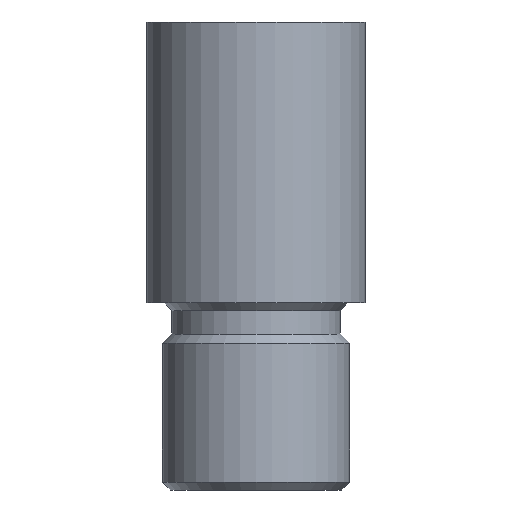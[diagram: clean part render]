
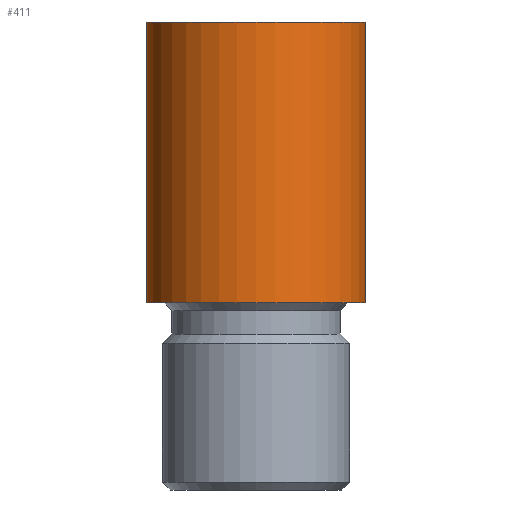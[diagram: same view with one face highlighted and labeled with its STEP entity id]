
A CAD part, front view. The second image highlights one B-rep face of the part: STEP entity #411.
In plain terms, the highlighted cylindrical face has radius 7 mm (diameter 14 mm), a full revolution.
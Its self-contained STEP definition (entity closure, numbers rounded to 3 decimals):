
#33 = CARTESIAN_POINT ( 'NONE',  ( 0.52, 6.982, 2.064 ) ) ;
#40 = CARTESIAN_POINT ( 'NONE',  ( 1.987, 6.712, 4.263 ) ) ;
#51 = CARTESIAN_POINT ( 'NONE',  ( -0.261, 7., 6. ) ) ;
#62 = CARTESIAN_POINT ( 'NONE',  ( -2., 6.708, 4.133 ) ) ;
#70 = CARTESIAN_POINT ( 'NONE',  ( -0.264, 6.996, 2.013 ) ) ;
#76 = VERTEX_POINT ( 'NONE', #1651 ) ;
#105 = DIRECTION ( 'NONE',  ( 0., 0., 1. ) ) ;
#152 = ORIENTED_EDGE ( 'NONE', *, *, #1207, .F. ) ;
#181 = DIRECTION ( 'NONE',  ( 0., 0., 1. ) ) ;
#220 = CARTESIAN_POINT ( 'NONE',  ( 0.889, 6.944, 2.204 ) ) ;
#229 = VERTEX_POINT ( 'NONE', #928 ) ;
#231 = CARTESIAN_POINT ( 'NONE',  ( 1.898, 6.738, 4.645 ) ) ;
#237 = CARTESIAN_POINT ( 'NONE',  ( -0.887, 6.945, 5.797 ) ) ;
#246 = CARTESIAN_POINT ( 'NONE',  ( -1.987, 6.712, 3.739 ) ) ;
#257 = CARTESIAN_POINT ( 'NONE',  ( 0., 7., 2. ) ) ;
#359 = CARTESIAN_POINT ( 'NONE',  ( 0., 0., 18.364 ) ) ;
#369 = DIRECTION ( 'NONE',  ( 1., 0., 0. ) ) ;
#409 = CARTESIAN_POINT ( 'NONE',  ( 1.221, 6.894, 2.41 ) ) ;
#411 = ADVANCED_FACE ( 'NONE', ( #1309, #541, #2403 ), #2031, .T. ) ;
#413 = CARTESIAN_POINT ( 'NONE',  ( 1.599, 6.818, 5.229 ) ) ;
#424 = CARTESIAN_POINT ( 'NONE',  ( -1.221, 6.894, 5.589 ) ) ;
#436 = CARTESIAN_POINT ( 'NONE',  ( -1.897, 6.738, 3.353 ) ) ;
#541 = FACE_OUTER_BOUND ( 'NONE', #1127, .T. ) ;
#589 = CARTESIAN_POINT ( 'NONE',  ( 1.598, 6.818, 2.77 ) ) ;
#599 = CARTESIAN_POINT ( 'NONE',  ( 1.222, 6.893, 5.589 ) ) ;
#609 = CARTESIAN_POINT ( 'NONE',  ( -1.506, 6.837, 5.323 ) ) ;
#616 = CARTESIAN_POINT ( 'NONE',  ( -1.598, 6.818, 2.77 ) ) ;
#784 = CARTESIAN_POINT ( 'NONE',  ( 1.897, 6.738, 3.352 ) ) ;
#786 = AXIS2_PLACEMENT_3D ( 'NONE', #1987, #875, #2188 ) ;
#790 = CARTESIAN_POINT ( 'NONE',  ( 0.888, 6.944, 5.797 ) ) ;
#797 = CARTESIAN_POINT ( 'NONE',  ( -1.734, 6.782, 5.005 ) ) ;
#807 = CARTESIAN_POINT ( 'NONE',  ( -1.222, 6.893, 2.411 ) ) ;
#875 = DIRECTION ( 'NONE',  ( 0., 0., 1. ) ) ;
#928 = CARTESIAN_POINT ( 'NONE',  ( 0., 7., 2. ) ) ;
#961 = CARTESIAN_POINT ( 'NONE',  ( 1.987, 6.712, 3.737 ) ) ;
#970 = CARTESIAN_POINT ( 'NONE',  ( 0.523, 6.982, 5.935 ) ) ;
#978 = CARTESIAN_POINT ( 'NONE',  ( -1.897, 6.738, 4.647 ) ) ;
#988 = CARTESIAN_POINT ( 'NONE',  ( -0.89, 6.944, 2.204 ) ) ;
#1061 = AXIS2_PLACEMENT_3D ( 'NONE', #1220, #105, #1402 ) ;
#1097 = CIRCLE ( 'NONE', #1061, 7. ) ;
#1101 = AXIS2_PLACEMENT_3D ( 'NONE', #359, #181, #369 ) ;
#1127 = EDGE_LOOP ( 'NONE', ( #152 ) ) ;
#1140 = CARTESIAN_POINT ( 'NONE',  ( 0.263, 6.996, 2.013 ) ) ;
#1154 = CARTESIAN_POINT ( 'NONE',  ( 2., 6.708, 4.13 ) ) ;
#1162 = CARTESIAN_POINT ( 'NONE',  ( 0.132, 7., 6. ) ) ;
#1171 = CARTESIAN_POINT ( 'NONE',  ( -1.987, 6.712, 4.265 ) ) ;
#1185 = CARTESIAN_POINT ( 'NONE',  ( -0.521, 6.982, 2.065 ) ) ;
#1207 = EDGE_CURVE ( 'NONE', #76, #76, #2119, .T. ) ;
#1220 = CARTESIAN_POINT ( 'NONE',  ( 0., 0., 0. ) ) ;
#1243 = VERTEX_POINT ( 'NONE', #2037 ) ;
#1309 = FACE_OUTER_BOUND ( 'NONE', #2354, .T. ) ;
#1339 = CARTESIAN_POINT ( 'NONE',  ( 0.647, 6.971, 2.103 ) ) ;
#1345 = CARTESIAN_POINT ( 'NONE',  ( 1.936, 6.727, 4.52 ) ) ;
#1352 = CARTESIAN_POINT ( 'NONE',  ( -0.526, 6.984, 5.947 ) ) ;
#1363 = CARTESIAN_POINT ( 'NONE',  ( -2., 6.708, 3.869 ) ) ;
#1374 = CARTESIAN_POINT ( 'NONE',  ( -0.133, 7., 2. ) ) ;
#1402 = DIRECTION ( 'NONE',  ( 1., 0., 0. ) ) ;
#1444 = ORIENTED_EDGE ( 'NONE', *, *, #1696, .T. ) ;
#1522 = CARTESIAN_POINT ( 'NONE',  ( 1.004, 6.929, 2.265 ) ) ;
#1531 = CARTESIAN_POINT ( 'NONE',  ( 1.746, 6.779, 5.01 ) ) ;
#1540 = CARTESIAN_POINT ( 'NONE',  ( -1.004, 6.928, 5.734 ) ) ;
#1548 = CARTESIAN_POINT ( 'NONE',  ( -1.936, 6.727, 3.481 ) ) ;
#1651 = CARTESIAN_POINT ( 'NONE',  ( 7., 0., 18. ) ) ;
#1654 = EDGE_LOOP ( 'NONE', ( #1745 ) ) ;
#1696 = EDGE_CURVE ( 'NONE', #1243, #1243, #1097, .T. ) ;
#1712 = CARTESIAN_POINT ( 'NONE',  ( 1.323, 6.875, 2.494 ) ) ;
#1722 = CARTESIAN_POINT ( 'NONE',  ( 1.322, 6.875, 5.507 ) ) ;
#1730 = CARTESIAN_POINT ( 'NONE',  ( -1.321, 6.875, 5.507 ) ) ;
#1741 = CARTESIAN_POINT ( 'NONE',  ( -1.747, 6.779, 2.992 ) ) ;
#1745 = ORIENTED_EDGE ( 'NONE', *, *, #2208, .T. ) ;
#1885 = CARTESIAN_POINT ( 'NONE',  ( 0., 7., 2. ) ) ;
#1889 = CARTESIAN_POINT ( 'NONE',  ( 1.747, 6.779, 2.992 ) ) ;
#1896 = CARTESIAN_POINT ( 'NONE',  ( 1.006, 6.928, 5.734 ) ) ;
#1907 = CARTESIAN_POINT ( 'NONE',  ( -1.589, 6.818, 5.221 ) ) ;
#1915 = CARTESIAN_POINT ( 'NONE',  ( -1.323, 6.874, 2.495 ) ) ;
#1987 = CARTESIAN_POINT ( 'NONE',  ( 0., 0., 18. ) ) ;
#2002 = B_SPLINE_CURVE_WITH_KNOTS ( 'NONE', 3,
 ( #1885, #2266, #1140, #33, #1339, #220, #1522, #409, #1712, #589, #1889, #784, #2092, #961, #2274, #1154, #40, #1345, #231, #1531, #413, #1722, #599, #1896, #790, #2103, #970, #2280, #1162, #51, #1352, #237, #1540, #424, #1730, #609, #1907, #797, #2111, #978, #2293, #1171, #62, #1363, #246, #1548, #436, #1741, #616, #1915, #807, #2116, #988, #2304, #1185, #70, #1374, #257 ),
 .UNSPECIFIED., .T., .F.,
 ( 4, 2, 2, 2, 2, 2, 2, 2, 2, 2, 2, 2, 2, 2, 2, 2, 2, 2, 2, 2, 2, 2, 2, 2, 2, 2, 2, 2, 4 ),
 ( 0., 0., 0.001, 0.001, 0.002, 0.002, 0.003, 0.003, 0.004, 0.004, 0.005, 0.005, 0.005, 0.006, 0.006, 0.007, 0.007, 0.008, 0.008, 0.009, 0.009, 0.009, 0.01, 0.01, 0.011, 0.011, 0.012, 0.012, 0.013 ),
 .UNSPECIFIED. ) ;
#2031 = CYLINDRICAL_SURFACE ( 'NONE', #1101, 7. ) ;
#2037 = CARTESIAN_POINT ( 'NONE',  ( 7., 0., 0. ) ) ;
#2092 = CARTESIAN_POINT ( 'NONE',  ( 1.935, 6.727, 3.479 ) ) ;
#2103 = CARTESIAN_POINT ( 'NONE',  ( 0.647, 6.971, 5.897 ) ) ;
#2111 = CARTESIAN_POINT ( 'NONE',  ( -1.796, 6.766, 4.891 ) ) ;
#2116 = CARTESIAN_POINT ( 'NONE',  ( -1.004, 6.928, 2.266 ) ) ;
#2119 = CIRCLE ( 'NONE', #786, 7. ) ;
#2188 = DIRECTION ( 'NONE',  ( 1., 0., 0. ) ) ;
#2208 = EDGE_CURVE ( 'NONE', #229, #229, #2002, .T. ) ;
#2266 = CARTESIAN_POINT ( 'NONE',  ( 0.133, 7., 2. ) ) ;
#2274 = CARTESIAN_POINT ( 'NONE',  ( 2., 6.708, 3.867 ) ) ;
#2280 = CARTESIAN_POINT ( 'NONE',  ( 0.265, 6.996, 5.987 ) ) ;
#2293 = CARTESIAN_POINT ( 'NONE',  ( -1.935, 6.727, 4.521 ) ) ;
#2304 = CARTESIAN_POINT ( 'NONE',  ( -0.649, 6.971, 2.104 ) ) ;
#2354 = EDGE_LOOP ( 'NONE', ( #1444 ) ) ;
#2403 = FACE_BOUND ( 'NONE', #1654, .T. ) ;
